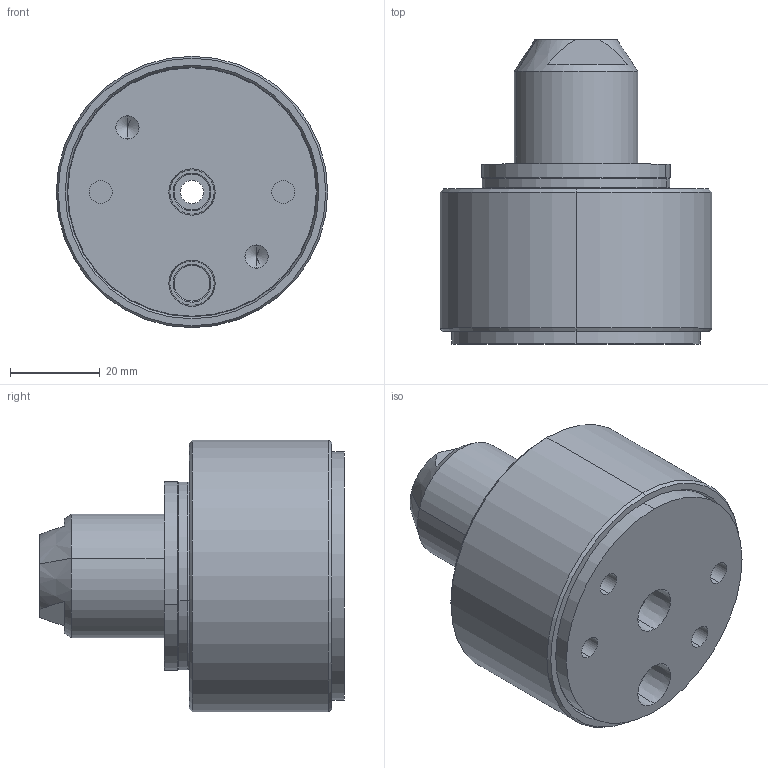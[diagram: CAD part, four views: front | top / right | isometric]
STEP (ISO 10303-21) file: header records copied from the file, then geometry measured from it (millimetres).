
FILE_DESCRIPTION (( 'STEP AP214' ), '1' );
FILE_NAME ('CTSC-002521.STEP', '2025-01-13T13:40:49', ( '' ), ( '' ), 'SwSTEP 2.0', 'SolidWorks 2023', '' );
FILE_SCHEMA (( 'AUTOMOTIVE_DESIGN' ));
Length unit declared in the file: inch
Products named in the file (1): CTSC-002521
Bounding box: 60.45 x 67.77 x 60.45 mm (x, y, z)
Volume: 116592.9 mm3; surface area: 20135.2 mm2
Topology: 1 solids, 1 shells, 70 faces, 148 edges, 90 vertices
Faces by surface type: cylinder 28, cone 20, plane 18, torus 4
Entity records: 2490 total; most frequent: DIRECTION 370, CARTESIAN_POINT 341, ORIENTED_EDGE 288, AXIS2_PLACEMENT_3D 159, EDGE_CURVE 144, VERTEX_POINT 90, CIRCLE 88, EDGE_LOOP 86
